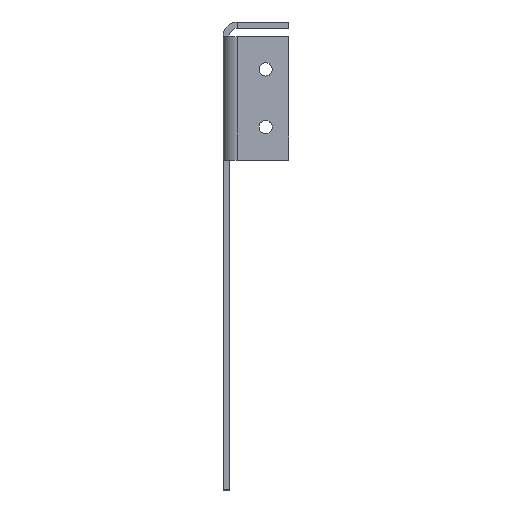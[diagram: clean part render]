
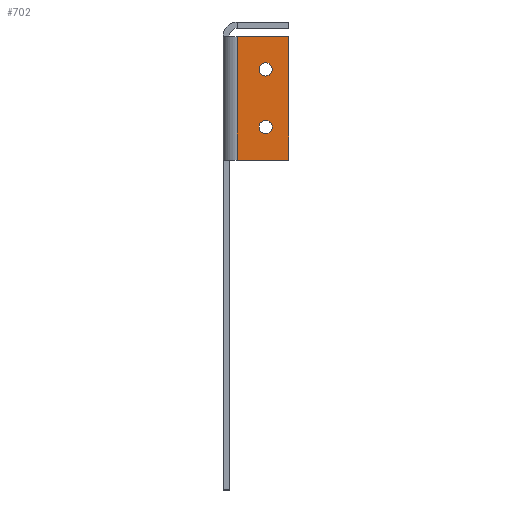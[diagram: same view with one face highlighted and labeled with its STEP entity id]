
A CAD part, left-side view. The second image highlights one B-rep face of the part: STEP entity #702.
In plain terms, the highlighted planar face has unit normal (-1, 0, 0).
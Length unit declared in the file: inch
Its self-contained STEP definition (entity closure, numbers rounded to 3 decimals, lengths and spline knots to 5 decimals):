
#3 = CIRCLE ( 'NONE', #714, 0.1 ) ;
#4 = CARTESIAN_POINT ( 'NONE',  ( -5.44375, -0.21875, 3.375 ) ) ;
#14 = CARTESIAN_POINT ( 'NONE',  ( -5.44375, -0.21875, 0. ) ) ;
#38 = VECTOR ( 'NONE', #2083, 39.37008 ) ;
#49 = ORIENTED_EDGE ( 'NONE', *, *, #1263, .T. ) ;
#165 = DIRECTION ( 'NONE',  ( 0., 0., 1. ) ) ;
#212 = EDGE_CURVE ( 'NONE', #4010, #4499, #508, .T. ) ;
#383 = EDGE_CURVE ( 'NONE', #1543, #3695, #2751, .T. ) ;
#479 = EDGE_CURVE ( 'NONE', #1633, #4010, #2644, .T. ) ;
#484 = EDGE_CURVE ( 'NONE', #749, #3345, #1915, .T. ) ;
#500 = VERTEX_POINT ( 'NONE', #4170 ) ;
#508 = LINE ( 'NONE', #2124, #692 ) ;
#651 = CARTESIAN_POINT ( 'NONE',  ( -5.44375, -0.21875, 3.37375 ) ) ;
#692 = VECTOR ( 'NONE', #2058, 39.37008 ) ;
#702 = ADVANCED_FACE ( 'NONE', ( #1909, #1249, #962 ), #3759, .F. ) ;
#714 = AXIS2_PLACEMENT_3D ( 'NONE', #1649, #4103, #848 ) ;
#749 = VERTEX_POINT ( 'NONE', #3316 ) ;
#787 = DIRECTION ( 'NONE',  ( 0., 1., 0. ) ) ;
#821 = AXIS2_PLACEMENT_3D ( 'NONE', #3427, #2042, #3416 ) ;
#848 = DIRECTION ( 'NONE',  ( 0., 1., 0. ) ) ;
#911 = CARTESIAN_POINT ( 'NONE',  ( -5.44375, -0.64717, 2.875 ) ) ;
#937 = LINE ( 'NONE', #14, #1272 ) ;
#962 = FACE_OUTER_BOUND ( 'NONE', #1845, .T. ) ;
#1134 = EDGE_CURVE ( 'NONE', #3345, #4499, #937, .T. ) ;
#1179 = CARTESIAN_POINT ( 'NONE',  ( -5.44375, -0.54717, 2. ) ) ;
#1205 = CARTESIAN_POINT ( 'NONE',  ( -5.44375, -1., 3.375 ) ) ;
#1224 = CARTESIAN_POINT ( 'NONE',  ( -5.44375, -0.21875, 1.5 ) ) ;
#1249 = FACE_BOUND ( 'NONE', #4235, .T. ) ;
#1255 = EDGE_CURVE ( 'NONE', #4221, #500, #3, .T. ) ;
#1263 = EDGE_CURVE ( 'NONE', #749, #1633, #1268, .T. ) ;
#1268 = LINE ( 'NONE', #1205, #3862 ) ;
#1269 = CARTESIAN_POINT ( 'NONE',  ( -5.44375, -0.09375, 3.375 ) ) ;
#1272 = VECTOR ( 'NONE', #4313, 39.37008 ) ;
#1277 = DIRECTION ( 'NONE',  ( 0., 1., 0. ) ) ;
#1543 = VERTEX_POINT ( 'NONE', #1797 ) ;
#1592 = CARTESIAN_POINT ( 'NONE',  ( -5.44375, -1., 3.375 ) ) ;
#1633 = VERTEX_POINT ( 'NONE', #1592 ) ;
#1649 = CARTESIAN_POINT ( 'NONE',  ( -5.44375, -0.64717, 2. ) ) ;
#1710 = CARTESIAN_POINT ( 'NONE',  ( -5.44375, -1., 1.5 ) ) ;
#1797 = CARTESIAN_POINT ( 'NONE',  ( -5.44375, -0.74717, 2.875 ) ) ;
#1812 = ORIENTED_EDGE ( 'NONE', *, *, #484, .F. ) ;
#1845 = EDGE_LOOP ( 'NONE', ( #2027, #1812, #49, #3347, #2217 ) ) ;
#1909 = FACE_BOUND ( 'NONE', #2528, .T. ) ;
#1915 = LINE ( 'NONE', #1710, #38 ) ;
#2027 = ORIENTED_EDGE ( 'NONE', *, *, #1134, .F. ) ;
#2042 = DIRECTION ( 'NONE',  ( 1., 0., 0. ) ) ;
#2058 = DIRECTION ( 'NONE',  ( 0., 0., -1. ) ) ;
#2083 = DIRECTION ( 'NONE',  ( 0., 1., 0. ) ) ;
#2124 = CARTESIAN_POINT ( 'NONE',  ( -5.44375, -0.21875, -3.5 ) ) ;
#2217 = ORIENTED_EDGE ( 'NONE', *, *, #212, .T. ) ;
#2528 = EDGE_LOOP ( 'NONE', ( #4121, #2571 ) ) ;
#2571 = ORIENTED_EDGE ( 'NONE', *, *, #383, .T. ) ;
#2644 = LINE ( 'NONE', #1269, #2969 ) ;
#2672 = CIRCLE ( 'NONE', #821, 0.1 ) ;
#2751 = CIRCLE ( 'NONE', #3601, 0.1 ) ;
#2840 = DIRECTION ( 'NONE',  ( 0., 1., 0. ) ) ;
#2852 = ORIENTED_EDGE ( 'NONE', *, *, #1255, .T. ) ;
#2927 = DIRECTION ( 'NONE',  ( 1., 0., 0. ) ) ;
#2969 = VECTOR ( 'NONE', #3457, 39.37008 ) ;
#3044 = DIRECTION ( 'NONE',  ( 1., 0., 0. ) ) ;
#3162 = DIRECTION ( 'NONE',  ( 1., 0., 0. ) ) ;
#3316 = CARTESIAN_POINT ( 'NONE',  ( -5.44375, -1., 1.5 ) ) ;
#3333 = ORIENTED_EDGE ( 'NONE', *, *, #4028, .T. ) ;
#3345 = VERTEX_POINT ( 'NONE', #1224 ) ;
#3347 = ORIENTED_EDGE ( 'NONE', *, *, #479, .T. ) ;
#3416 = DIRECTION ( 'NONE',  ( 0., 1., 0. ) ) ;
#3427 = CARTESIAN_POINT ( 'NONE',  ( -5.44375, -0.64717, 2.875 ) ) ;
#3430 = CARTESIAN_POINT ( 'NONE',  ( -5.44375, 0., 0. ) ) ;
#3457 = DIRECTION ( 'NONE',  ( 0., 1., 0. ) ) ;
#3523 = AXIS2_PLACEMENT_3D ( 'NONE', #3858, #3162, #2840 ) ;
#3601 = AXIS2_PLACEMENT_3D ( 'NONE', #911, #2927, #787 ) ;
#3695 = VERTEX_POINT ( 'NONE', #3972 ) ;
#3759 = PLANE ( 'NONE',  #4555 ) ;
#3858 = CARTESIAN_POINT ( 'NONE',  ( -5.44375, -0.64717, 2. ) ) ;
#3862 = VECTOR ( 'NONE', #165, 39.37008 ) ;
#3972 = CARTESIAN_POINT ( 'NONE',  ( -5.44375, -0.54717, 2.875 ) ) ;
#4010 = VERTEX_POINT ( 'NONE', #4 ) ;
#4028 = EDGE_CURVE ( 'NONE', #500, #4221, #4535, .T. ) ;
#4103 = DIRECTION ( 'NONE',  ( 1., 0., 0. ) ) ;
#4121 = ORIENTED_EDGE ( 'NONE', *, *, #4378, .T. ) ;
#4170 = CARTESIAN_POINT ( 'NONE',  ( -5.44375, -0.74717, 2. ) ) ;
#4221 = VERTEX_POINT ( 'NONE', #1179 ) ;
#4235 = EDGE_LOOP ( 'NONE', ( #2852, #3333 ) ) ;
#4313 = DIRECTION ( 'NONE',  ( 0., 0., 1. ) ) ;
#4378 = EDGE_CURVE ( 'NONE', #3695, #1543, #2672, .T. ) ;
#4499 = VERTEX_POINT ( 'NONE', #651 ) ;
#4535 = CIRCLE ( 'NONE', #3523, 0.1 ) ;
#4555 = AXIS2_PLACEMENT_3D ( 'NONE', #3430, #3044, #1277 ) ;
